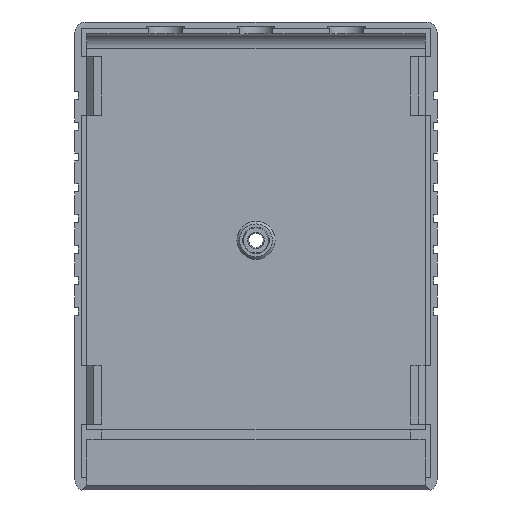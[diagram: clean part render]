
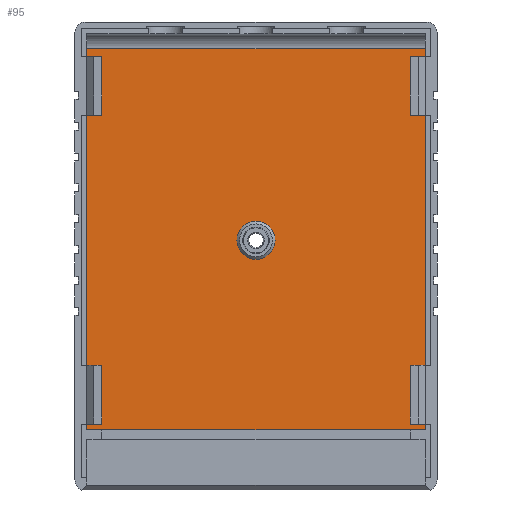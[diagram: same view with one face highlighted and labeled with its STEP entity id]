
A CAD part, front view. The second image highlights one B-rep face of the part: STEP entity #95.
In plain terms, the highlighted planar face has unit normal (0, -1, 0).
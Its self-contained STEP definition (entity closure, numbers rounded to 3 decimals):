
#55 = VERTEX_POINT('',#56);
#56 = CARTESIAN_POINT('',(0.,7.816,-44.575));
#64 = EDGE_CURVE('',#55,#55,#65,.T.);
#65 = CIRCLE('',#66,3.575);
#66 = AXIS2_PLACEMENT_3D('',#67,#68,#69);
#67 = CARTESIAN_POINT('',(0.,7.816,-41.));
#68 = DIRECTION('',(0.,-1.,0.));
#69 = DIRECTION('',(0.,0.,-1.));
#95 = ADVANCED_FACE('',(#96,#258),#261,.T.);
#96 = FACE_BOUND('',#97,.T.);
#97 = EDGE_LOOP('',(#98,#108,#116,#124,#132,#140,#148,#156,#164,#172,
    #180,#188,#196,#204,#212,#220,#228,#236,#244,#252));
#98 = ORIENTED_EDGE('',*,*,#99,.F.);
#99 = EDGE_CURVE('',#100,#102,#104,.T.);
#100 = VERTEX_POINT('',#101);
#101 = CARTESIAN_POINT('',(31.8,7.816,-5.));
#102 = VERTEX_POINT('',#103);
#103 = CARTESIAN_POINT('',(31.8,7.816,-6.5));
#104 = LINE('',#105,#106);
#105 = CARTESIAN_POINT('',(31.8,7.816,-5.));
#106 = VECTOR('',#107,1.);
#107 = DIRECTION('',(0.,0.,-1.));
#108 = ORIENTED_EDGE('',*,*,#109,.T.);
#109 = EDGE_CURVE('',#100,#110,#112,.T.);
#110 = VERTEX_POINT('',#111);
#111 = CARTESIAN_POINT('',(-31.8,7.816,-5.));
#112 = LINE('',#113,#114);
#113 = CARTESIAN_POINT('',(31.8,7.816,-5.));
#114 = VECTOR('',#115,1.);
#115 = DIRECTION('',(-1.,0.,0.));
#116 = ORIENTED_EDGE('',*,*,#117,.T.);
#117 = EDGE_CURVE('',#110,#118,#120,.T.);
#118 = VERTEX_POINT('',#119);
#119 = CARTESIAN_POINT('',(-31.8,7.816,-6.5));
#120 = LINE('',#121,#122);
#121 = CARTESIAN_POINT('',(-31.8,7.816,-5.));
#122 = VECTOR('',#123,1.);
#123 = DIRECTION('',(0.,0.,-1.));
#124 = ORIENTED_EDGE('',*,*,#125,.T.);
#125 = EDGE_CURVE('',#118,#126,#128,.T.);
#126 = VERTEX_POINT('',#127);
#127 = CARTESIAN_POINT('',(-29.,7.816,-6.5));
#128 = LINE('',#129,#130);
#129 = CARTESIAN_POINT('',(0.478,7.816,-6.5));
#130 = VECTOR('',#131,1.);
#131 = DIRECTION('',(1.,0.,0.));
#132 = ORIENTED_EDGE('',*,*,#133,.F.);
#133 = EDGE_CURVE('',#134,#126,#136,.T.);
#134 = VERTEX_POINT('',#135);
#135 = CARTESIAN_POINT('',(-29.,7.816,-17.5));
#136 = LINE('',#137,#138);
#137 = CARTESIAN_POINT('',(-29.,7.816,-11.25));
#138 = VECTOR('',#139,1.);
#139 = DIRECTION('',(0.,0.,1.));
#140 = ORIENTED_EDGE('',*,*,#141,.F.);
#141 = EDGE_CURVE('',#142,#134,#144,.T.);
#142 = VERTEX_POINT('',#143);
#143 = CARTESIAN_POINT('',(-31.8,7.816,-17.5));
#144 = LINE('',#145,#146);
#145 = CARTESIAN_POINT('',(0.478,7.816,-17.5));
#146 = VECTOR('',#147,1.);
#147 = DIRECTION('',(1.,0.,0.));
#148 = ORIENTED_EDGE('',*,*,#149,.T.);
#149 = EDGE_CURVE('',#142,#150,#152,.T.);
#150 = VERTEX_POINT('',#151);
#151 = CARTESIAN_POINT('',(-31.8,7.816,-64.5));
#152 = LINE('',#153,#154);
#153 = CARTESIAN_POINT('',(-31.8,7.816,-5.));
#154 = VECTOR('',#155,1.);
#155 = DIRECTION('',(0.,0.,-1.));
#156 = ORIENTED_EDGE('',*,*,#157,.T.);
#157 = EDGE_CURVE('',#150,#158,#160,.T.);
#158 = VERTEX_POINT('',#159);
#159 = CARTESIAN_POINT('',(-29.,7.816,-64.5));
#160 = LINE('',#161,#162);
#161 = CARTESIAN_POINT('',(0.478,7.816,-64.5));
#162 = VECTOR('',#163,1.);
#163 = DIRECTION('',(1.,0.,0.));
#164 = ORIENTED_EDGE('',*,*,#165,.F.);
#165 = EDGE_CURVE('',#166,#158,#168,.T.);
#166 = VERTEX_POINT('',#167);
#167 = CARTESIAN_POINT('',(-29.,7.816,-75.5));
#168 = LINE('',#169,#170);
#169 = CARTESIAN_POINT('',(-29.,7.816,-40.25));
#170 = VECTOR('',#171,1.);
#171 = DIRECTION('',(0.,0.,1.));
#172 = ORIENTED_EDGE('',*,*,#173,.F.);
#173 = EDGE_CURVE('',#174,#166,#176,.T.);
#174 = VERTEX_POINT('',#175);
#175 = CARTESIAN_POINT('',(-31.8,7.816,-75.5));
#176 = LINE('',#177,#178);
#177 = CARTESIAN_POINT('',(0.478,7.816,-75.5));
#178 = VECTOR('',#179,1.);
#179 = DIRECTION('',(1.,0.,0.));
#180 = ORIENTED_EDGE('',*,*,#181,.T.);
#181 = EDGE_CURVE('',#174,#182,#184,.T.);
#182 = VERTEX_POINT('',#183);
#183 = CARTESIAN_POINT('',(-31.8,7.816,-76.6));
#184 = LINE('',#185,#186);
#185 = CARTESIAN_POINT('',(-31.8,7.816,-5.));
#186 = VECTOR('',#187,1.);
#187 = DIRECTION('',(0.,0.,-1.));
#188 = ORIENTED_EDGE('',*,*,#189,.F.);
#189 = EDGE_CURVE('',#190,#182,#192,.T.);
#190 = VERTEX_POINT('',#191);
#191 = CARTESIAN_POINT('',(31.8,7.816,-76.6));
#192 = LINE('',#193,#194);
#193 = CARTESIAN_POINT('',(15.9,7.816,-76.6));
#194 = VECTOR('',#195,1.);
#195 = DIRECTION('',(-1.,0.,0.));
#196 = ORIENTED_EDGE('',*,*,#197,.F.);
#197 = EDGE_CURVE('',#198,#190,#200,.T.);
#198 = VERTEX_POINT('',#199);
#199 = CARTESIAN_POINT('',(31.8,7.816,-75.5));
#200 = LINE('',#201,#202);
#201 = CARTESIAN_POINT('',(31.8,7.816,-5.));
#202 = VECTOR('',#203,1.);
#203 = DIRECTION('',(0.,0.,-1.));
#204 = ORIENTED_EDGE('',*,*,#205,.T.);
#205 = EDGE_CURVE('',#198,#206,#208,.T.);
#206 = VERTEX_POINT('',#207);
#207 = CARTESIAN_POINT('',(29.,7.816,-75.5));
#208 = LINE('',#209,#210);
#209 = CARTESIAN_POINT('',(31.322,7.816,-75.5));
#210 = VECTOR('',#211,1.);
#211 = DIRECTION('',(-1.,0.,0.));
#212 = ORIENTED_EDGE('',*,*,#213,.T.);
#213 = EDGE_CURVE('',#206,#214,#216,.T.);
#214 = VERTEX_POINT('',#215);
#215 = CARTESIAN_POINT('',(29.,7.816,-64.5));
#216 = LINE('',#217,#218);
#217 = CARTESIAN_POINT('',(29.,7.816,-40.25));
#218 = VECTOR('',#219,1.);
#219 = DIRECTION('',(0.,0.,1.));
#220 = ORIENTED_EDGE('',*,*,#221,.F.);
#221 = EDGE_CURVE('',#222,#214,#224,.T.);
#222 = VERTEX_POINT('',#223);
#223 = CARTESIAN_POINT('',(31.8,7.816,-64.5));
#224 = LINE('',#225,#226);
#225 = CARTESIAN_POINT('',(31.322,7.816,-64.5));
#226 = VECTOR('',#227,1.);
#227 = DIRECTION('',(-1.,0.,0.));
#228 = ORIENTED_EDGE('',*,*,#229,.F.);
#229 = EDGE_CURVE('',#230,#222,#232,.T.);
#230 = VERTEX_POINT('',#231);
#231 = CARTESIAN_POINT('',(31.8,7.816,-17.5));
#232 = LINE('',#233,#234);
#233 = CARTESIAN_POINT('',(31.8,7.816,-5.));
#234 = VECTOR('',#235,1.);
#235 = DIRECTION('',(0.,0.,-1.));
#236 = ORIENTED_EDGE('',*,*,#237,.T.);
#237 = EDGE_CURVE('',#230,#238,#240,.T.);
#238 = VERTEX_POINT('',#239);
#239 = CARTESIAN_POINT('',(29.,7.816,-17.5));
#240 = LINE('',#241,#242);
#241 = CARTESIAN_POINT('',(31.322,7.816,-17.5));
#242 = VECTOR('',#243,1.);
#243 = DIRECTION('',(-1.,0.,0.));
#244 = ORIENTED_EDGE('',*,*,#245,.T.);
#245 = EDGE_CURVE('',#238,#246,#248,.T.);
#246 = VERTEX_POINT('',#247);
#247 = CARTESIAN_POINT('',(29.,7.816,-6.5));
#248 = LINE('',#249,#250);
#249 = CARTESIAN_POINT('',(29.,7.816,-11.25));
#250 = VECTOR('',#251,1.);
#251 = DIRECTION('',(0.,0.,1.));
#252 = ORIENTED_EDGE('',*,*,#253,.F.);
#253 = EDGE_CURVE('',#102,#246,#254,.T.);
#254 = LINE('',#255,#256);
#255 = CARTESIAN_POINT('',(31.322,7.816,-6.5));
#256 = VECTOR('',#257,1.);
#257 = DIRECTION('',(-1.,0.,0.));
#258 = FACE_BOUND('',#259,.T.);
#259 = EDGE_LOOP('',(#260));
#260 = ORIENTED_EDGE('',*,*,#64,.F.);
#261 = PLANE('',#262);
#262 = AXIS2_PLACEMENT_3D('',#263,#264,#265);
#263 = CARTESIAN_POINT('',(31.8,7.816,-5.));
#264 = DIRECTION('',(0.,-1.,0.));
#265 = DIRECTION('',(0.,0.,-1.));
